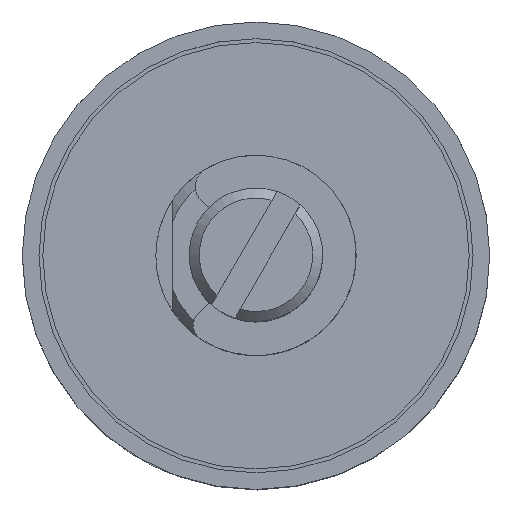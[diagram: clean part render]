
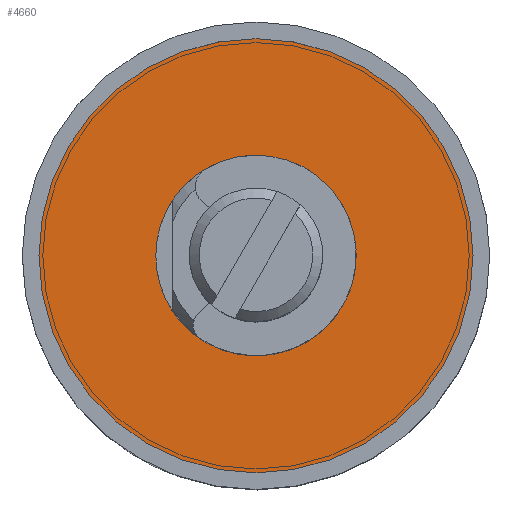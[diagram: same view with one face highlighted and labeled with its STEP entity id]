
A CAD part, top view. The second image highlights one B-rep face of the part: STEP entity #4660.
In plain terms, the highlighted planar face has unit normal (0, 0, 1).
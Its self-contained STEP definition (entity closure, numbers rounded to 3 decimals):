
#15 = EDGE_CURVE ( 'NONE', #605, #605, #5009, .T. ) ;
#605 = VERTEX_POINT ( 'NONE', #7391 ) ;
#1075 = FACE_OUTER_BOUND ( 'NONE', #2308, .T. ) ;
#1076 = VERTEX_POINT ( 'NONE', #1132 ) ;
#1132 = CARTESIAN_POINT ( 'NONE',  ( 6.5, 0., 0.5 ) ) ;
#1631 = CARTESIAN_POINT ( 'NONE',  ( 0., 0., 0.5 ) ) ;
#1650 = DIRECTION ( 'NONE',  ( 1., 0., 0. ) ) ;
#1735 = CARTESIAN_POINT ( 'NONE',  ( 3., 0., 0.5 ) ) ;
#2238 = DIRECTION ( 'NONE',  ( -1., 0., 0. ) ) ;
#2308 = EDGE_LOOP ( 'NONE', ( #6433 ) ) ;
#3241 = FACE_BOUND ( 'NONE', #7002, .T. ) ;
#3398 = AXIS2_PLACEMENT_3D ( 'NONE', #1735, #6782, #3591 ) ;
#3591 = DIRECTION ( 'NONE',  ( 1., 0., 0. ) ) ;
#3642 = CIRCLE ( 'NONE', #8032, 6.5 ) ;
#4660 = ADVANCED_FACE ( 'NONE', ( #3241, #1075 ), #7423, .T. ) ;
#4803 = DIRECTION ( 'NONE',  ( 0., 0., 1. ) ) ;
#5009 = CIRCLE ( 'NONE', #7704, 3. ) ;
#5358 = ORIENTED_EDGE ( 'NONE', *, *, #15, .T. ) ;
#5801 = CARTESIAN_POINT ( 'NONE',  ( 0., 0., 0.5 ) ) ;
#6433 = ORIENTED_EDGE ( 'NONE', *, *, #8021, .T. ) ;
#6566 = DIRECTION ( 'NONE',  ( 0., 0., -1. ) ) ;
#6782 = DIRECTION ( 'NONE',  ( 0., 0., 1. ) ) ;
#7002 = EDGE_LOOP ( 'NONE', ( #5358 ) ) ;
#7391 = CARTESIAN_POINT ( 'NONE',  ( -3., 0., 0.5 ) ) ;
#7423 = PLANE ( 'NONE',  #3398 ) ;
#7704 = AXIS2_PLACEMENT_3D ( 'NONE', #5801, #6566, #2238 ) ;
#8021 = EDGE_CURVE ( 'NONE', #1076, #1076, #3642, .T. ) ;
#8032 = AXIS2_PLACEMENT_3D ( 'NONE', #1631, #4803, #1650 ) ;
